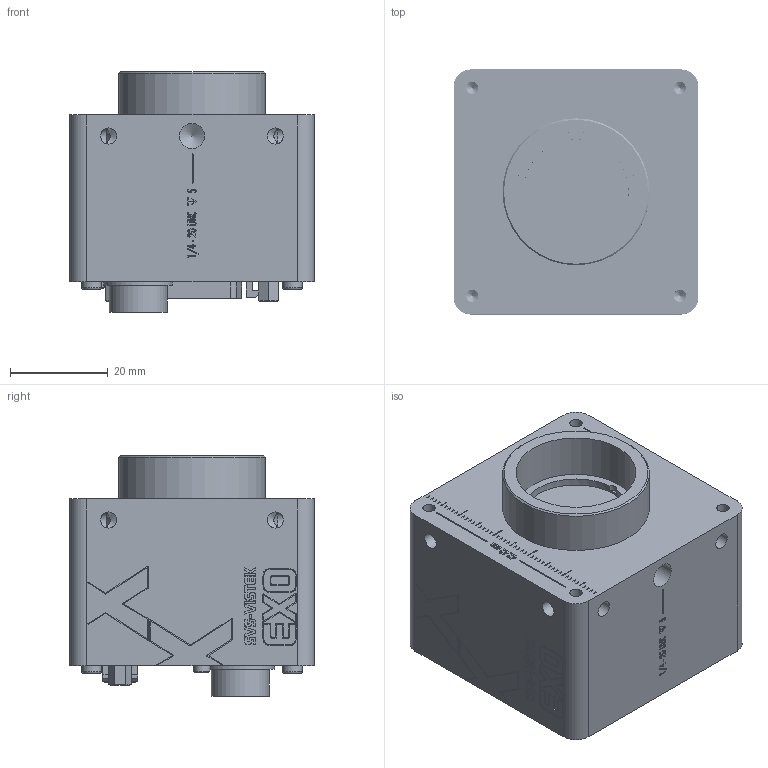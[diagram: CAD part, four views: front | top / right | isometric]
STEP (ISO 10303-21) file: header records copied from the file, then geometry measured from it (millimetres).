
FILE_DESCRIPTION (( 'STEP AP214' ), '1' );
FILE_NAME ('F001593-04005 EXO174xCL.STEP', '2020-06-18T12:17:55', ( '' ), ( '' ), 'SwSTEP 2.0', 'SolidWorks 2019', '' );
FILE_SCHEMA (( 'AUTOMOTIVE_DESIGN' ));
Length unit declared in the file: millimetre
Products named in the file (17): E002462-01001 EXO Kühlblech FPGA CL; E002664-03001 EXO Frontplatte IMX420 mit Laserbeschriftung; E002985-01001 Dichtung EXO Sensorplatine; E000006_01001_Schraube_Camlink; E000002-02001 Abstandshalter M2x5_Abstandshalter M2x5; F001593-04005 EXO174xCL; E002081-01001 Connector HRS10A-12R-12PB; E004012-01001_Deckglas_d24x1; E002640-02001 Filterhalter C-Mount Sternform mit Elox und Gleitlack; EXO_Interface_CAMLINK; N000068-00000 Abstandsbolzen M2x8_Abstandshalter M2x8; N000035-00000 Schraube M2x12 Torx ISO14580_M2x12; GapPad VOUltra Soft 35x30x2mm; IMX530 Base; N000069-00000 Druckfeder VD_145A_2; E002396-02001 EXO Rückplatte CL; E002082 Lichtleiter Mentor 1282.2000
Assembly tree (29 placements, depth 2):
  F001593-04005 EXO174xCL
    E002664-03001 EXO Frontplatte IMX420 mit Laserbeschriftung
    E004012-01001_Deckglas_d24x1
    E002640-02001 Filterhalter C-Mount Sternform mit Elox und Gleitlack
    E000002-02001 Abstandshalter M2x5_Abstandshalter M2x5  x4
    N000068-00000 Abstandsbolzen M2x8_Abstandshalter M2x8  x4
    E002462-01001 EXO Kühlblech FPGA CL
    GapPad VOUltra Soft 35x30x2mm
    E000006_01001_Schraube_Camlink  x2
    E002081-01001 Connector HRS10A-12R-12PB
    E002082 Lichtleiter Mentor 1282.2000
    N000069-00000 Druckfeder VD_145A_2  x4
    N000035-00000 Schraube M2x12 Torx ISO14580_M2x12  x4
    E002396-02001 EXO Rückplatte CL
    E002985-01001 Dichtung EXO Sensorplatine
    EXO_Interface_CAMLINK
    IMX530 Base
Bounding box: 50 x 50 x 49.16 mm (x, y, z)
Volume: 38671.2 mm3; surface area: 42546.7 mm2
Topology: 43 solids, 43 shells, 4136 faces, 10486 edges, 6717 vertices
Faces by surface type: plane 2134, bspline 1219, cylinder 414, cone 347, sphere 12, torus 10
Full cylindrical faces by diameter (mm): 0.358 x1, 0.635 x1, 0.8 x36, 1 x12, 1.6 x4, 1.674 x92, 1.8 x2, 2 x24, 2.2 x4, 2.261 x2, 2.5 x6, 2.601 x2, 2.8 x1, 2.85 x1, 3.2 x1, 3.3 x8, 4 x4, 5.105 x1, 9 x1, 10.3 x1, 11 x1, 11.5 x1, 11.8 x1, 14 x2, 21.5 x1, 24 x1, 24.5 x1, 25.4 x1, 30 x1
Entity records: 153179 total; most frequent: CARTESIAN_POINT 56092, ORIENTED_EDGE 17280, DIRECTION 11880, EDGE_CURVE 8640, LINE 5922, VECTOR 5922, VERTEX_POINT 5769, EDGE_LOOP 3909
